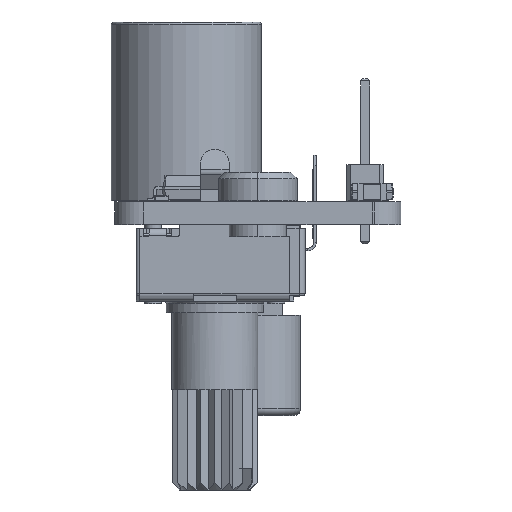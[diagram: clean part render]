
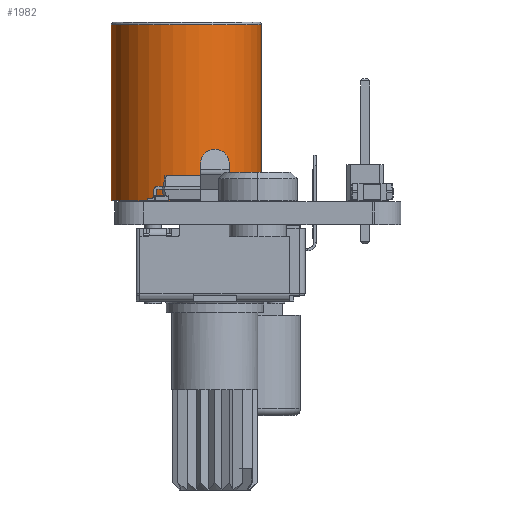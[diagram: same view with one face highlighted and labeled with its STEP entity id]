
A CAD part, left-side view. The second image highlights one B-rep face of the part: STEP entity #1982.
In plain terms, the highlighted cylindrical face has radius 5.25 mm (diameter 10.5 mm), a partial arc.
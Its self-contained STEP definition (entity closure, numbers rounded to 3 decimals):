
#1942 = EDGE_CURVE('',#1943,#1945,#1947,.T.);
#1943 = VERTEX_POINT('',#1944);
#1944 = CARTESIAN_POINT('',(0.,12.3,-5.25));
#1945 = VERTEX_POINT('',#1946);
#1946 = CARTESIAN_POINT('',(0.,12.3,5.25));
#1947 = CIRCLE('',#1948,5.25);
#1948 = AXIS2_PLACEMENT_3D('',#1949,#1950,#1951);
#1949 = CARTESIAN_POINT('',(0.,12.3,0.));
#1950 = DIRECTION('',(0.,-1.,0.));
#1951 = DIRECTION('',(0.,0.,1.));
#1982 = ADVANCED_FACE('',(#1983),#2009,.T.);
#1983 = FACE_BOUND('',#1984,.T.);
#1984 = EDGE_LOOP('',(#1985,#1986,#1994,#2003));
#1985 = ORIENTED_EDGE('',*,*,#1942,.T.);
#1986 = ORIENTED_EDGE('',*,*,#1987,.T.);
#1987 = EDGE_CURVE('',#1945,#1988,#1990,.T.);
#1988 = VERTEX_POINT('',#1989);
#1989 = CARTESIAN_POINT('',(0.,0.,5.25));
#1990 = LINE('',#1991,#1992);
#1991 = CARTESIAN_POINT('',(0.,12.5,5.25));
#1992 = VECTOR('',#1993,1.);
#1993 = DIRECTION('',(-0.,-1.,-0.));
#1994 = ORIENTED_EDGE('',*,*,#1995,.T.);
#1995 = EDGE_CURVE('',#1988,#1996,#1998,.T.);
#1996 = VERTEX_POINT('',#1997);
#1997 = CARTESIAN_POINT('',(0.,0.,-5.25));
#1998 = CIRCLE('',#1999,5.25);
#1999 = AXIS2_PLACEMENT_3D('',#2000,#2001,#2002);
#2000 = CARTESIAN_POINT('',(0.,0.,0.));
#2001 = DIRECTION('',(0.,1.,0.));
#2002 = DIRECTION('',(0.,-0.,1.));
#2003 = ORIENTED_EDGE('',*,*,#2004,.F.);
#2004 = EDGE_CURVE('',#1943,#1996,#2005,.T.);
#2005 = LINE('',#2006,#2007);
#2006 = CARTESIAN_POINT('',(0.,12.5,-5.25));
#2007 = VECTOR('',#2008,1.);
#2008 = DIRECTION('',(-0.,-1.,-0.));
#2009 = CYLINDRICAL_SURFACE('',#2010,5.25);
#2010 = AXIS2_PLACEMENT_3D('',#2011,#2012,#2013);
#2011 = CARTESIAN_POINT('',(0.,12.5,0.));
#2012 = DIRECTION('',(-0.,-1.,-0.));
#2013 = DIRECTION('',(0.,0.,-1.));
